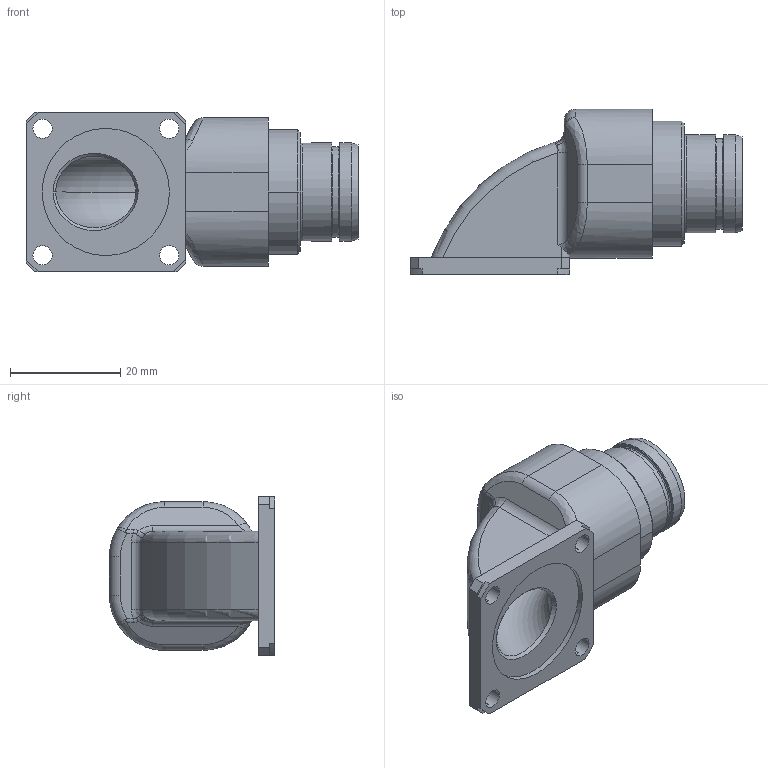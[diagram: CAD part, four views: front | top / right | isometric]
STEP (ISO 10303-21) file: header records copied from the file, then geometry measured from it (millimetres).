
FILE_DESCRIPTION((''),'2;1');
FILE_NAME('1331EC205FZ','2024-07-17T16:37:30',('paultorloting'),('NET AG system integration'),'CREO PARAMETRIC BY PTC INC, 2021404','CREO PARAMETRIC BY PTC INC, 2021404','');
FILE_SCHEMA(('AUTOMOTIVE_DESIGN { 1 0 10303 214 1 1 1 1 }'));
Length unit declared in the file: millimetre
Products named in the file (1): 1331EC205FZ
Bounding box: 60.3 x 30 x 29 mm (x, y, z)
Volume: 15421.1 mm3; surface area: 11430.3 mm2
Topology: 1 solids, 1 shells, 523 faces, 1377 edges, 877 vertices
Faces by surface type: plane 205, cylinder 184, torus 59, cone 53, bspline 22
Entity records: 22378 total; most frequent: CARTESIAN_POINT 5672, ORIENTED_EDGE 2730, DIRECTION 2714, EDGE_CURVE 1365, AXIS2_PLACEMENT_3D 1045, VERTEX_POINT 878, VECTOR 621, LINE 621
